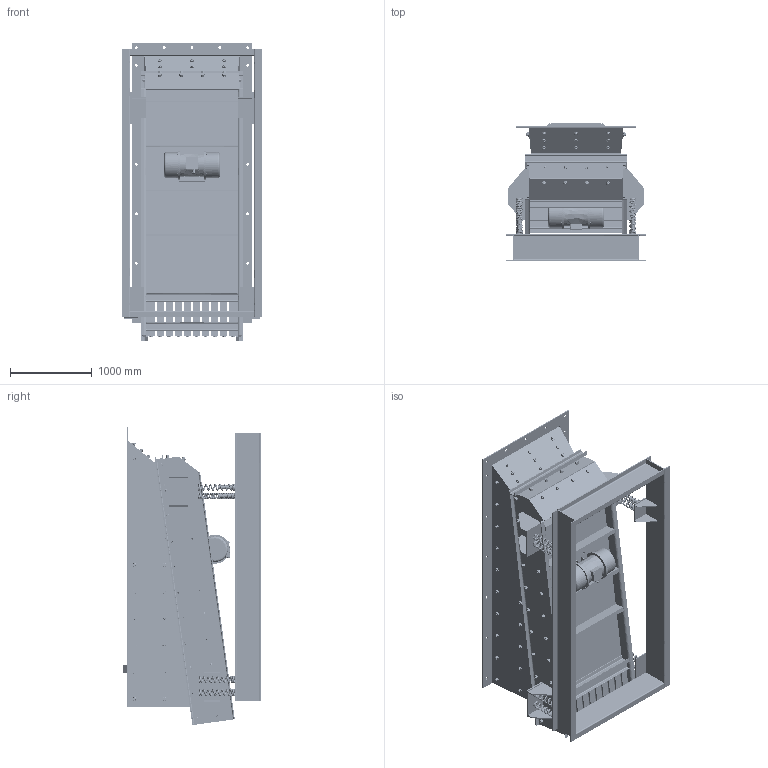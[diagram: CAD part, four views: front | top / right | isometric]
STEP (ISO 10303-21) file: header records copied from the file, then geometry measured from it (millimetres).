
FILE_DESCRIPTION(('FreeCAD Model'),'2;1');
FILE_NAME('Open CASCADE Shape Model','2025-05-28T14:52:19',('FreeCAD'),( 'FreeCAD'),'Open CASCADE STEP processor 7.6','FreeCAD','Unknown');
FILE_SCHEMA(('AUTOMOTIVE_DESIGN { 1 0 10303 214 1 1 1 1 }'));
Products named in the file (1): Open CASCADE STEP translator 7.6 1
Bounding box: 1706.14 x 1699.29 x 3656.58 mm (x, y, z)
Volume: 489068274.9 mm3; surface area: 48328476.8 mm2
Topology: 2 solids, 2 shells, 5381 faces, 13758 edges, 8519 vertices
Faces by surface type: bspline 5381
Entity records: 197409 total; most frequent: CARTESIAN_POINT 121665, ORIENTED_EDGE 27316, EDGE_CURVE 13658, VERTEX_POINT 8519, B_SPLINE_CURVE_WITH_KNOTS 6031, FACE_BOUND 5955, EDGE_LOOP 5955, ADVANCED_FACE 5381
